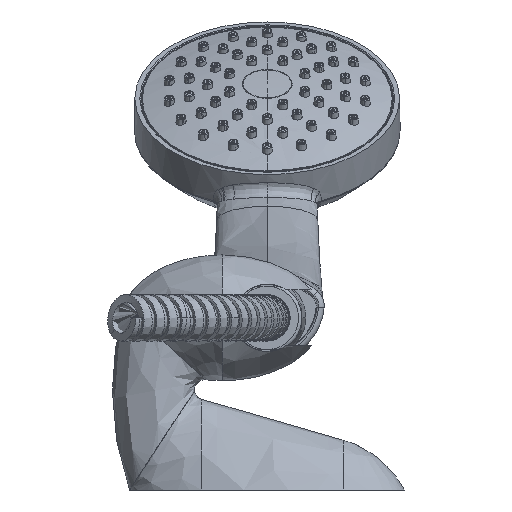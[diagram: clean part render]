
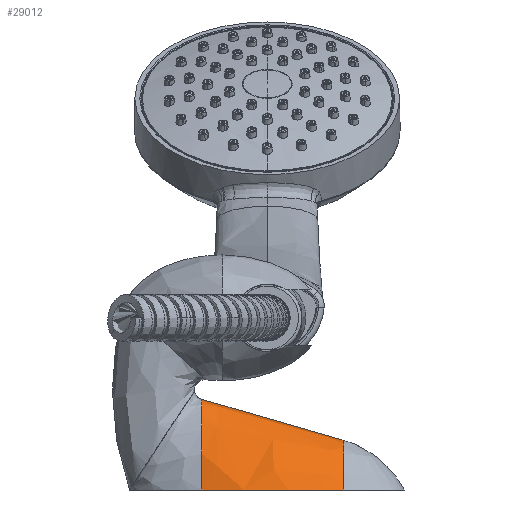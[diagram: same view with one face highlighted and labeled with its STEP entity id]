
A CAD part, front view. The second image highlights one B-rep face of the part: STEP entity #29012.
In plain terms, the highlighted free-form (B-spline) face has degree [3, 3] with [9, 7] control points.
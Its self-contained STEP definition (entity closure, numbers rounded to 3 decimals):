
#9901=DIRECTION('',(-0.961,0.,0.278));
#9902=VECTOR('',#9901,44.626);
#9903=CARTESIAN_POINT('',(23.209,0.,15.));
#9904=LINE('',#9903,#9902);
#9937=CARTESIAN_POINT('',(-19.659,-16.733,0.));
#9938=CARTESIAN_POINT('',(-18.188,-17.095,0.));
#9939=CARTESIAN_POINT('',(-13.63,-18.06,
0.));
#9940=CARTESIAN_POINT('',(-6.296,-18.925,0.));
#9941=CARTESIAN_POINT('',(2.085,-19.08,0.));
#9942=CARTESIAN_POINT('',(10.391,-18.542,0.));
#9943=CARTESIAN_POINT('',(17.5,-17.347,0.));
#9944=CARTESIAN_POINT('',(21.824,-16.179,0.));
#9945=CARTESIAN_POINT('',(23.209,-15.751,0.));
#9947=CARTESIAN_POINT('',(23.209,-15.751,0.));
#9948=CARTESIAN_POINT('',(23.209,-15.145,1.544));
#9949=CARTESIAN_POINT('',(23.208,-13.137,5.91));
#9950=CARTESIAN_POINT('',(23.209,-8.957,11.578));
#9951=CARTESIAN_POINT('',(23.208,-4.063,14.552));
#9952=CARTESIAN_POINT('',(23.209,-1.016,15.));
#9953=CARTESIAN_POINT('',(23.209,0.,15.));
#9961=CARTESIAN_POINT('',(-19.659,-16.733,0.));
#9963=CARTESIAN_POINT('',(-19.659,-16.733,0.));
#9964=CARTESIAN_POINT('',(-19.659,-16.524,
1.33));
#9965=CARTESIAN_POINT('',(-19.659,-15.811,
5.244));
#9966=CARTESIAN_POINT('',(-19.659,-14.369,
10.688));
#9967=CARTESIAN_POINT('',(-19.659,-12.343,
15.964));
#9968=CARTESIAN_POINT('',(-19.659,-10.235,
20.009));
#9969=CARTESIAN_POINT('',(-19.659,-7.89,
23.256));
#9970=CARTESIAN_POINT('',(-19.659,-5.083,
25.895));
#9971=CARTESIAN_POINT('',(-19.659,-2.412,
27.186));
#9972=CARTESIAN_POINT('',(-19.659,-0.603,
27.402));
#9973=CARTESIAN_POINT('',(-19.659,0.,27.402));
#13373=CARTESIAN_POINT('',(23.209,0.,15.));
#13374=CARTESIAN_POINT('',(-19.659,0.,27.402));
#13375=VERTEX_POINT('',#13373);
#13376=VERTEX_POINT('',#13374);
#13390=VERTEX_POINT('',#9961);
#13391=VERTEX_POINT('',#9945);
#28941=CARTESIAN_POINT('',(23.589,-15.708,
-0.195));
#28942=CARTESIAN_POINT('',(23.592,-15.087,
1.41));
#28943=CARTESIAN_POINT('',(23.602,-13.072,
5.817));
#28944=CARTESIAN_POINT('',(23.618,-8.887,
11.483));
#28945=CARTESIAN_POINT('',(23.634,-3.914,
14.5));
#28946=CARTESIAN_POINT('',(23.644,-0.766,
14.907));
#28947=CARTESIAN_POINT('',(23.647,0.363,
14.867));
#28948=CARTESIAN_POINT('',(22.089,-16.185,
-0.201));
#28949=CARTESIAN_POINT('',(22.079,-15.546,
1.452));
#28950=CARTESIAN_POINT('',(22.05,-13.475,
5.995));
#28951=CARTESIAN_POINT('',(22.,-9.166,
11.858));
#28952=CARTESIAN_POINT('',(21.951,-4.038,
14.988));
#28953=CARTESIAN_POINT('',(21.92,-0.79,
15.41));
#28954=CARTESIAN_POINT('',(21.909,0.374,
15.368));
#28955=CARTESIAN_POINT('',(17.649,-17.406,
-0.217));
#28956=CARTESIAN_POINT('',(17.612,-16.726,
1.569));
#28957=CARTESIAN_POINT('',(17.504,-14.516,
6.497));
#28958=CARTESIAN_POINT('',(17.324,-9.892,
12.918));
#28959=CARTESIAN_POINT('',(17.142,-4.361,
16.368));
#28960=CARTESIAN_POINT('',(17.031,-0.853,
16.833));
#28961=CARTESIAN_POINT('',(16.991,0.404,
16.788));
#28962=CARTESIAN_POINT('',(10.395,-18.629,
-0.242));
#28963=CARTESIAN_POINT('',(10.356,-17.922,
1.742));
#28964=CARTESIAN_POINT('',(10.242,-15.606,
7.243));
#28965=CARTESIAN_POINT('',(10.052,-10.677,
14.492));
#28966=CARTESIAN_POINT('',(9.859,-4.714,
18.418));
#28967=CARTESIAN_POINT('',(9.742,-0.922,
18.948));
#28968=CARTESIAN_POINT('',(9.7,0.437,
18.896));
#28969=CARTESIAN_POINT('',(2.087,-19.165,
-0.268));
#28970=CARTESIAN_POINT('',(2.069,-18.475,
1.931));
#28971=CARTESIAN_POINT('',(2.017,-16.177,
8.056));
#28972=CARTESIAN_POINT('',(1.93,-11.137,
16.206));
#28973=CARTESIAN_POINT('',(1.842,-4.928,
20.65));
#28974=CARTESIAN_POINT('',(1.788,-0.964,
21.25));
#28975=CARTESIAN_POINT('',(1.769,0.457,
21.191));
#28976=CARTESIAN_POINT('',(-6.297,-19.003,
-0.294));
#28977=CARTESIAN_POINT('',(-6.289,-18.369,
2.121));
#28978=CARTESIAN_POINT('',(-6.267,-16.206,
8.868));
#28979=CARTESIAN_POINT('',(-6.23,-11.25,
17.92));
#28980=CARTESIAN_POINT('',(-6.192,-4.993,
22.882));
#28981=CARTESIAN_POINT('',(-6.169,-0.976,
23.552));
#28982=CARTESIAN_POINT('',(-6.161,0.463,
23.487));
#28983=CARTESIAN_POINT('',(-13.781,-18.109,
-0.318));
#28984=CARTESIAN_POINT('',(-13.762,-17.57,
2.294));
#28985=CARTESIAN_POINT('',(-13.707,-15.656,
9.615));
#28986=CARTESIAN_POINT('',(-13.616,-10.985,
19.494));
#28987=CARTESIAN_POINT('',(-13.523,-4.893,
24.931));
#28988=CARTESIAN_POINT('',(-13.466,-0.956,
25.667));
#28989=CARTESIAN_POINT('',(-13.446,0.453,
25.595));
#28990=CARTESIAN_POINT('',(-18.465,-17.092,
-0.334));
#28991=CARTESIAN_POINT('',(-18.459,-16.641,
2.411));
#28992=CARTESIAN_POINT('',(-18.441,-14.964,
10.117));
#28993=CARTESIAN_POINT('',(-18.412,-10.6,
20.554));
#28994=CARTESIAN_POINT('',(-18.383,-4.737,
26.311));
#28995=CARTESIAN_POINT('',(-18.365,-0.926,
27.09));
#28996=CARTESIAN_POINT('',(-18.358,0.439,
27.014));
#28997=CARTESIAN_POINT('',(-20.059,-16.684,
-0.34));
#28998=CARTESIAN_POINT('',(-20.061,-16.267,
2.452));
#28999=CARTESIAN_POINT('',(-20.067,-14.682,
10.294));
#29000=CARTESIAN_POINT('',(-20.076,-10.44,
20.928));
#29001=CARTESIAN_POINT('',(-20.086,-4.671,
26.798));
#29002=CARTESIAN_POINT('',(-20.091,-0.913,
27.592));
#29003=CARTESIAN_POINT('',(-20.093,0.433,
27.515));
#29004=B_SPLINE_SURFACE_WITH_KNOTS('',3,3,((#28941,#28942,#28943,#28944,#28945,
#28946,#28947),(#28948,#28949,#28950,#28951,#28952,#28953,#28954),(#28955,
#28956,#28957,#28958,#28959,#28960,#28961),(#28962,#28963,#28964,#28965,#28966,
#28967,#28968),(#28969,#28970,#28971,#28972,#28973,#28974,#28975),(#28976,
#28977,#28978,#28979,#28980,#28981,#28982),(#28983,#28984,#28985,#28986,#28987,
#28988,#28989),(#28990,#28991,#28992,#28993,#28994,#28995,#28996),(#28997,
#28998,#28999,#29000,#29001,#29002,#29003)),.UNSPECIFIED.,.F.,.F.,.F.,(4,1,1,1,
1,1,4),(4,1,1,1,4),(-0.01,0.111,0.333,
0.5,0.667,0.889,1.01),(-0.007,
0.167,0.5,0.833,1.02),.UNSPECIFIED.);
#29005=ORIENTED_EDGE('',*,*,#28704,.F.);
#29007=ORIENTED_EDGE('',*,*,#29006,.T.);
#29008=ORIENTED_EDGE('',*,*,#28787,.F.);
#29009=ORIENTED_EDGE('',*,*,#28927,.F.);
#29010=EDGE_LOOP('',(#29005,#29007,#29008,#29009));
#29011=FACE_OUTER_BOUND('',#29010,.F.);
#29012=ADVANCED_FACE('',(#29011),#29004,.F.);
#9946=B_SPLINE_CURVE_WITH_KNOTS('',3,(#9937,#9938,#9939,#9940,#9941,#9942,#9943,
#9944,#9945),.UNSPECIFIED.,.F.,.F.,(4,1,1,1,1,1,4),(0.,0.111,
0.333,0.5,0.667,0.889,1.),
.UNSPECIFIED.);
#9954=B_SPLINE_CURVE_WITH_KNOTS('',3,(#9947,#9948,#9949,#9950,#9951,#9952,
#9953),.UNSPECIFIED.,.F.,.F.,(4,1,1,1,4),(0.,0.167,0.5,
0.833,1.),.UNSPECIFIED.);
#9974=B_SPLINE_CURVE_WITH_KNOTS('',3,(#9963,#9964,#9965,#9966,#9967,#9968,#9969,
#9970,#9971,#9972,#9973),.UNSPECIFIED.,.F.,.F.,(4,1,1,1,1,1,1,1,4),(0.,
0.083,0.25,0.375,0.5,0.625,0.75,0.917,1.),
.UNSPECIFIED.);
#28704=EDGE_CURVE('',#13390,#13391,#9946,.T.);
#28787=EDGE_CURVE('',#13375,#13376,#9904,.T.);
#28927=EDGE_CURVE('',#13391,#13375,#9954,.T.);
#29006=EDGE_CURVE('',#13390,#13376,#9974,.T.);
